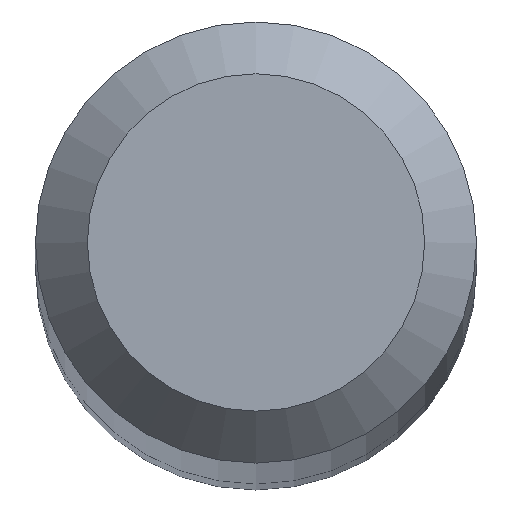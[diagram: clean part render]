
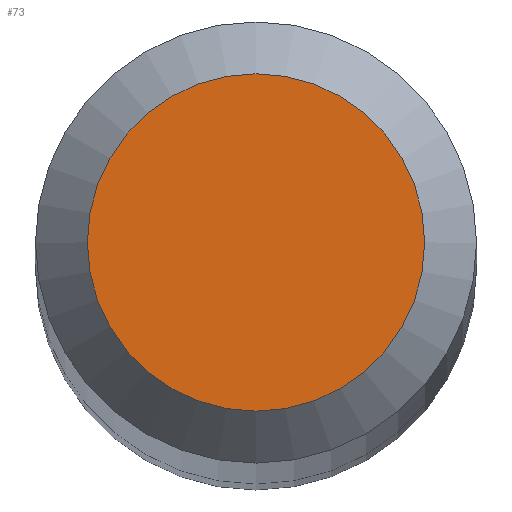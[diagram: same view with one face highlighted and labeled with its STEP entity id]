
A CAD part, top view. The second image highlights one B-rep face of the part: STEP entity #73.
In plain terms, the highlighted planar face has unit normal (0, 0, 1).
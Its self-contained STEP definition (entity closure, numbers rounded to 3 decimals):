
#23 = AXIS2_PLACEMENT_3D ( 'NONE', #155, #169, #81 ) ;
#25 = DIRECTION ( 'NONE',  ( 0., 1., 0. ) ) ;
#51 = PLANE ( 'NONE',  #68 ) ;
#52 = CARTESIAN_POINT ( 'NONE',  ( 0., 0.325, 30. ) ) ;
#68 = AXIS2_PLACEMENT_3D ( 'NONE', #142, #110, #25 ) ;
#73 = ADVANCED_FACE ( 'NONE', ( #128 ), #51, .F. ) ;
#81 = DIRECTION ( 'NONE',  ( 0., 1., 0. ) ) ;
#84 = ORIENTED_EDGE ( 'NONE', *, *, #95, .F. ) ;
#95 = EDGE_CURVE ( 'NONE', #193, #193, #97, .T. ) ;
#97 = CIRCLE ( 'NONE', #23, 0.325 ) ;
#110 = DIRECTION ( 'NONE',  ( 0., 0., -1. ) ) ;
#128 = FACE_OUTER_BOUND ( 'NONE', #168, .T. ) ;
#142 = CARTESIAN_POINT ( 'NONE',  ( 0., 0., 30. ) ) ;
#155 = CARTESIAN_POINT ( 'NONE',  ( 0., 0., 30. ) ) ;
#168 = EDGE_LOOP ( 'NONE', ( #84 ) ) ;
#169 = DIRECTION ( 'NONE',  ( 0., 0., -1. ) ) ;
#193 = VERTEX_POINT ( 'NONE', #52 ) ;
